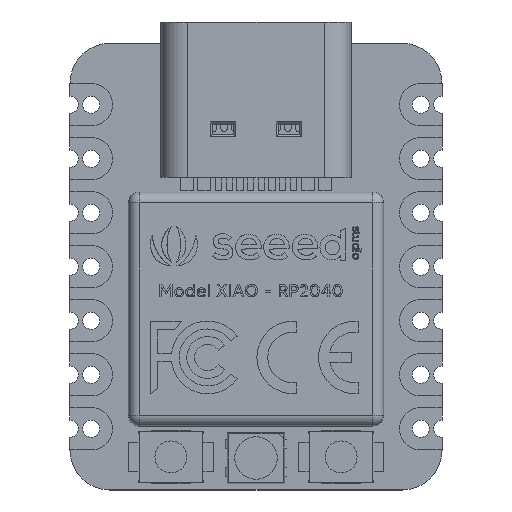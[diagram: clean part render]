
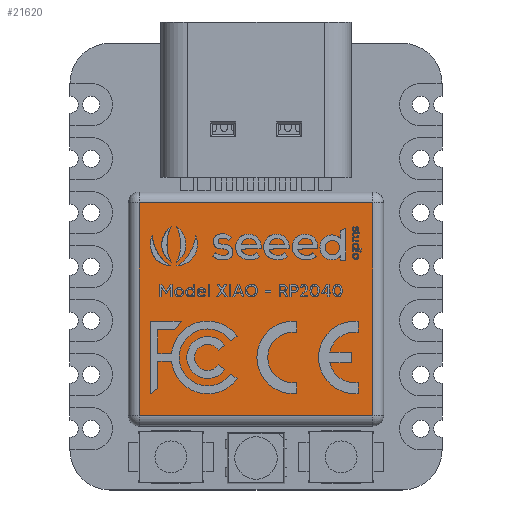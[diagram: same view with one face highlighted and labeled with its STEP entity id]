
A CAD part, top view. The second image highlights one B-rep face of the part: STEP entity #21620.
In plain terms, the highlighted planar face has unit normal (0, 0, 1).
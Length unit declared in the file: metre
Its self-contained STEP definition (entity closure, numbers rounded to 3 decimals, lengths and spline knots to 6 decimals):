
#5606=ORIENTED_EDGE('',*,*,#9711,.F.);
#5607=ORIENTED_EDGE('',*,*,#9712,.F.);
#5608=ORIENTED_EDGE('',*,*,#9713,.F.);
#5609=ORIENTED_EDGE('',*,*,#9714,.F.);
#9711=EDGE_CURVE('',#12092,#12093,#14286,.T.);
#9712=EDGE_CURVE('',#12094,#12092,#14287,.T.);
#9713=EDGE_CURVE('',#12095,#12094,#14288,.T.);
#9714=EDGE_CURVE('',#12093,#12095,#14289,.T.);
#12092=VERTEX_POINT('',#36091);
#12093=VERTEX_POINT('',#36092);
#12094=VERTEX_POINT('',#36094);
#12095=VERTEX_POINT('',#36096);
#14286=LINE('',#36090,#16554);
#14287=LINE('',#36093,#16555);
#14288=LINE('',#36095,#16556);
#14289=LINE('',#36097,#16557);
#16554=VECTOR('',#28801,1.);
#16555=VECTOR('',#28802,1.);
#16556=VECTOR('',#28803,1.);
#16557=VECTOR('',#28804,1.);
#18184=EDGE_LOOP('',(#5606,#5607,#5608,#5609));
#19516=FACE_BOUND('',#18184,.T.);
#20503=PLANE('',#24372);
#21620=ADVANCED_FACE('',(#19516),#20503,.T.);
#24372=AXIS2_PLACEMENT_3D('',#36089,#28799,#28800);
#28799=DIRECTION('',(0.,0.,1.));
#28800=DIRECTION('',(1.,0.,0.));
#28801=DIRECTION('',(0.,-1.,0.));
#28802=DIRECTION('',(1.,0.,0.));
#28803=DIRECTION('',(0.,1.,0.));
#28804=DIRECTION('',(-1.,0.,0.));
#36089=CARTESIAN_POINT('',(0.,-0.002,0.0032));
#36090=CARTESIAN_POINT('',(0.0055,-0.00475,0.0032));
#36091=CARTESIAN_POINT('',(0.0055,0.003,0.0032));
#36092=CARTESIAN_POINT('',(0.0055,-0.007,0.0032));
#36093=CARTESIAN_POINT('',(0.003,0.003,0.0032));
#36094=CARTESIAN_POINT('',(-0.0055,0.003,0.0032));
#36095=CARTESIAN_POINT('',(-0.0055,0.00075,0.0032));
#36096=CARTESIAN_POINT('',(-0.0055,-0.007,0.0032));
#36097=CARTESIAN_POINT('',(-0.003,-0.007,0.0032));
